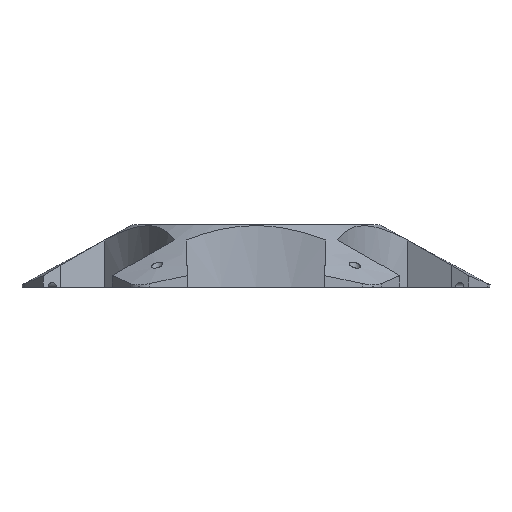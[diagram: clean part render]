
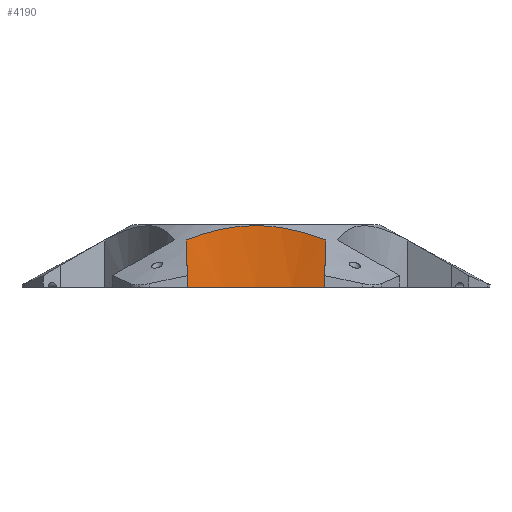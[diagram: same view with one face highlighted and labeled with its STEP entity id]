
A CAD part, front view. The second image highlights one B-rep face of the part: STEP entity #4190.
In plain terms, the highlighted cylindrical face has radius 65 mm (diameter 130 mm), a partial arc.
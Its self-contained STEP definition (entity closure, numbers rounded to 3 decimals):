
#36 = DIRECTION ( 'NONE',  ( -1., 0., 0. ) ) ;
#148 = CYLINDRICAL_SURFACE ( 'NONE', #3785, 65. ) ;
#220 = CARTESIAN_POINT ( 'NONE',  ( 17.323, -33.231, 11.711 ) ) ;
#395 = CARTESIAN_POINT ( 'NONE',  ( -17.323, -33.231, 0. ) ) ;
#427 = VERTEX_POINT ( 'NONE', #220 ) ;
#456 = CARTESIAN_POINT ( 'NONE',  ( 0., -95.88, 0. ) ) ;
#611 = CARTESIAN_POINT ( 'NONE',  ( -12.44, -32.078, 13.382 ) ) ;
#627 = CARTESIAN_POINT ( 'NONE',  ( 0., -95.88, 15.501 ) ) ;
#670 = CARTESIAN_POINT ( 'NONE',  ( 1.516, -30.894, 15.271 ) ) ;
#758 = B_SPLINE_CURVE_WITH_KNOTS ( 'NONE', 3,
 ( #4587, #2839, #1454, #5345, #4085, #2444, #3717, #670, #1918, #4143, #3292, #1544, #2338, #4473, #611, #1511, #4051, #1574 ),
 .UNSPECIFIED., .F., .F.,
 ( 4, 2, 2, 2, 2, 2, 2, 2, 4 ),
 ( 0., 0.009, 0.013, 0.016, 0.018, 0.027, 0.029, 0.031, 0.036 ),
 .UNSPECIFIED. ) ;
#832 = CARTESIAN_POINT ( 'NONE',  ( 17.323, -33.231, 0. ) ) ;
#981 = DIRECTION ( 'NONE',  ( 0., 0., -1. ) ) ;
#1001 = EDGE_LOOP ( 'NONE', ( #3880, #3688, #1171, #5364 ) ) ;
#1171 = ORIENTED_EDGE ( 'NONE', *, *, #2226, .F. ) ;
#1296 = LINE ( 'NONE', #5267, #5297 ) ;
#1320 = LINE ( 'NONE', #2678, #1902 ) ;
#1349 = DIRECTION ( 'NONE',  ( 0., 0., -1. ) ) ;
#1454 = CARTESIAN_POINT ( 'NONE',  ( 11.801, -31.894, 13.652 ) ) ;
#1511 = CARTESIAN_POINT ( 'NONE',  ( -14.565, -32.517, 12.725 ) ) ;
#1544 = CARTESIAN_POINT ( 'NONE',  ( -9.563, -31.584, 14.146 ) ) ;
#1574 = CARTESIAN_POINT ( 'NONE',  ( -17.323, -33.231, 11.711 ) ) ;
#1902 = VECTOR ( 'NONE', #1349, 1000. ) ;
#1918 = CARTESIAN_POINT ( 'NONE',  ( 0.761, -30.881, 15.293 ) ) ;
#1920 = CIRCLE ( 'NONE', #2371, 65. ) ;
#2226 = EDGE_CURVE ( 'NONE', #4468, #2647, #1920, .T. ) ;
#2325 = DIRECTION ( 'NONE',  ( 0., 0., -1. ) ) ;
#2338 = CARTESIAN_POINT ( 'NONE',  ( -10.285, -31.695, 13.971 ) ) ;
#2371 = AXIS2_PLACEMENT_3D ( 'NONE', #456, #2591, #36 ) ;
#2444 = CARTESIAN_POINT ( 'NONE',  ( 3.783, -30.986, 15.116 ) ) ;
#2591 = DIRECTION ( 'NONE',  ( 0., 0., 1. ) ) ;
#2647 = VERTEX_POINT ( 'NONE', #395 ) ;
#2678 = CARTESIAN_POINT ( 'NONE',  ( 17.323, -33.231, 15.501 ) ) ;
#2839 = CARTESIAN_POINT ( 'NONE',  ( 14.594, -32.477, 12.76 ) ) ;
#3292 = CARTESIAN_POINT ( 'NONE',  ( -5.94, -31.086, 14.938 ) ) ;
#3399 = EDGE_CURVE ( 'NONE', #427, #4375, #758, .T. ) ;
#3688 = ORIENTED_EDGE ( 'NONE', *, *, #4807, .T. ) ;
#3717 = CARTESIAN_POINT ( 'NONE',  ( 3.032, -30.947, 15.182 ) ) ;
#3785 = AXIS2_PLACEMENT_3D ( 'NONE', #627, #2325, #4880 ) ;
#3880 = ORIENTED_EDGE ( 'NONE', *, *, #3399, .T. ) ;
#4051 = CARTESIAN_POINT ( 'NONE',  ( -15.955, -32.853, 12.237 ) ) ;
#4085 = CARTESIAN_POINT ( 'NONE',  ( 6.017, -31.142, 14.857 ) ) ;
#4143 = CARTESIAN_POINT ( 'NONE',  ( -2.994, -30.88, 15.294 ) ) ;
#4190 = ADVANCED_FACE ( 'NONE', ( #5195 ), #148, .F. ) ;
#4375 = VERTEX_POINT ( 'NONE', #4668 ) ;
#4468 = VERTEX_POINT ( 'NONE', #832 ) ;
#4473 = CARTESIAN_POINT ( 'NONE',  ( -11.723, -31.942, 13.588 ) ) ;
#4587 = CARTESIAN_POINT ( 'NONE',  ( 17.323, -33.231, 11.711 ) ) ;
#4668 = CARTESIAN_POINT ( 'NONE',  ( -17.323, -33.231, 11.711 ) ) ;
#4807 = EDGE_CURVE ( 'NONE', #4375, #2647, #1296, .T. ) ;
#4880 = DIRECTION ( 'NONE',  ( -1., 0., 0. ) ) ;
#4935 = EDGE_CURVE ( 'NONE', #427, #4468, #1320, .T. ) ;
#5195 = FACE_OUTER_BOUND ( 'NONE', #1001, .T. ) ;
#5267 = CARTESIAN_POINT ( 'NONE',  ( -17.323, -33.231, 15.501 ) ) ;
#5297 = VECTOR ( 'NONE', #981, 1000. ) ;
#5345 = CARTESIAN_POINT ( 'NONE',  ( 7.479, -31.296, 14.604 ) ) ;
#5364 = ORIENTED_EDGE ( 'NONE', *, *, #4935, .F. ) ;
